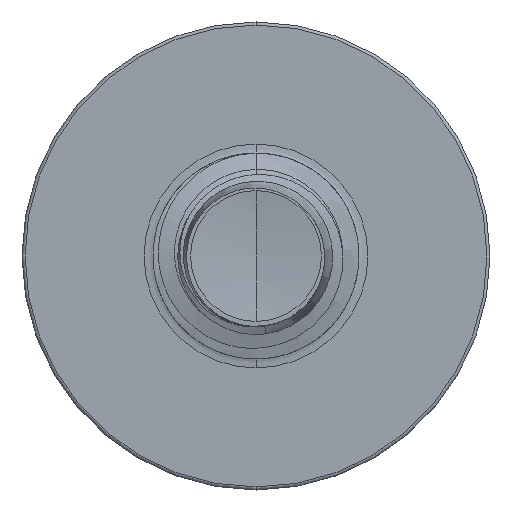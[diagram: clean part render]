
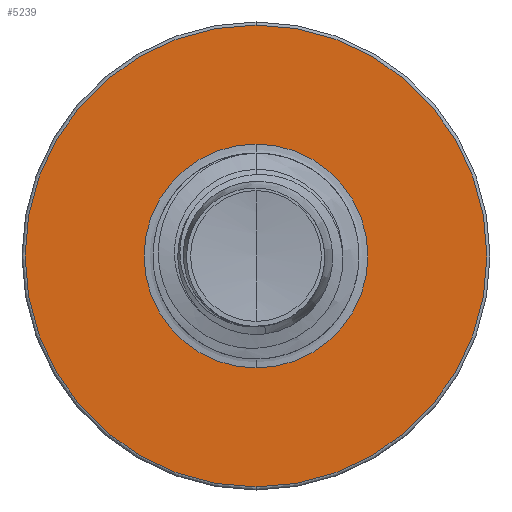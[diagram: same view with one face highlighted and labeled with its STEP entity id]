
A CAD part, front view. The second image highlights one B-rep face of the part: STEP entity #5239.
In plain terms, the highlighted planar face has unit normal (0, -1, 0).
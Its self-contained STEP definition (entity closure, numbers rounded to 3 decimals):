
#69 = VERTEX_POINT ( 'NONE', #26492 ) ;
#250 = ORIENTED_EDGE ( 'NONE', *, *, #1346, .F. ) ;
#835 = VERTEX_POINT ( 'NONE', #24779 ) ;
#1099 = VERTEX_POINT ( 'NONE', #24102 ) ;
#1346 = EDGE_CURVE ( 'NONE', #69, #5810, #31848, .T. ) ;
#5239 = ADVANCED_FACE ( 'NONE', ( #31088, #19371 ), #28108, .F. ) ;
#5810 = VERTEX_POINT ( 'NONE', #26412 ) ;
#6667 = DIRECTION ( 'NONE',  ( 0., 1., 0. ) ) ;
#6918 = CIRCLE ( 'NONE', #10102, 1.196 ) ;
#8823 = DIRECTION ( 'NONE',  ( 0., 1., 0. ) ) ;
#10102 = AXIS2_PLACEMENT_3D ( 'NONE', #23185, #6667, #25522 ) ;
#11565 = AXIS2_PLACEMENT_3D ( 'NONE', #17280, #33978, #19921 ) ;
#13401 = EDGE_CURVE ( 'NONE', #835, #1099, #6918, .T. ) ;
#13749 = CIRCLE ( 'NONE', #11565, 1.196 ) ;
#14564 = ORIENTED_EDGE ( 'NONE', *, *, #23904, .F. ) ;
#14959 = ORIENTED_EDGE ( 'NONE', *, *, #13401, .T. ) ;
#15084 = EDGE_LOOP ( 'NONE', ( #30073, #14959 ) ) ;
#17280 = CARTESIAN_POINT ( 'NONE',  ( 0., 12.5, 0. ) ) ;
#17387 = AXIS2_PLACEMENT_3D ( 'NONE', #28078, #27945, #27912 ) ;
#18819 = EDGE_LOOP ( 'NONE', ( #250, #14564 ) ) ;
#19371 = FACE_BOUND ( 'NONE', #15084, .T. ) ;
#19921 = DIRECTION ( 'NONE',  ( 0., 0., 1. ) ) ;
#21771 = DIRECTION ( 'NONE',  ( 0., 1., 0. ) ) ;
#21808 = CARTESIAN_POINT ( 'NONE',  ( 0., 12.5, 0. ) ) ;
#22409 = AXIS2_PLACEMENT_3D ( 'NONE', #24847, #8823, #27110 ) ;
#22755 = AXIS2_PLACEMENT_3D ( 'NONE', #21808, #21771, #25810 ) ;
#23185 = CARTESIAN_POINT ( 'NONE',  ( 0., 12.5, 0. ) ) ;
#23855 = EDGE_CURVE ( 'NONE', #1099, #835, #13749, .T. ) ;
#23904 = EDGE_CURVE ( 'NONE', #5810, #69, #32445, .T. ) ;
#24102 = CARTESIAN_POINT ( 'NONE',  ( 0., 12.5, 1.196 ) ) ;
#24779 = CARTESIAN_POINT ( 'NONE',  ( 0., 12.5, -1.196 ) ) ;
#24847 = CARTESIAN_POINT ( 'NONE',  ( 0., 12.5, 0. ) ) ;
#25522 = DIRECTION ( 'NONE',  ( 0., 0., 1. ) ) ;
#25810 = DIRECTION ( 'NONE',  ( 0., 0., 1. ) ) ;
#26412 = CARTESIAN_POINT ( 'NONE',  ( 0., 12.5, -2.467 ) ) ;
#26492 = CARTESIAN_POINT ( 'NONE',  ( 0., 12.5, 2.467 ) ) ;
#27110 = DIRECTION ( 'NONE',  ( 0., 0., 1. ) ) ;
#27912 = DIRECTION ( 'NONE',  ( 0., 0., 1. ) ) ;
#27945 = DIRECTION ( 'NONE',  ( 0., 1., 0. ) ) ;
#28078 = CARTESIAN_POINT ( 'NONE',  ( 0., 12.5, -1.196 ) ) ;
#28108 = PLANE ( 'NONE',  #17387 ) ;
#30073 = ORIENTED_EDGE ( 'NONE', *, *, #23855, .T. ) ;
#31088 = FACE_OUTER_BOUND ( 'NONE', #18819, .T. ) ;
#31848 = CIRCLE ( 'NONE', #22755, 2.467 ) ;
#32445 = CIRCLE ( 'NONE', #22409, 2.467 ) ;
#33978 = DIRECTION ( 'NONE',  ( 0., 1., 0. ) ) ;
